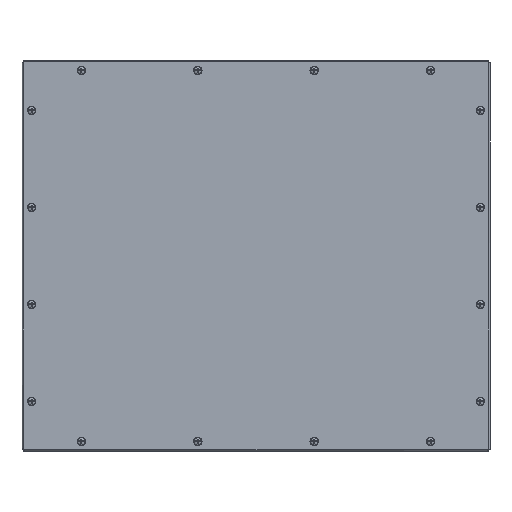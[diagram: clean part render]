
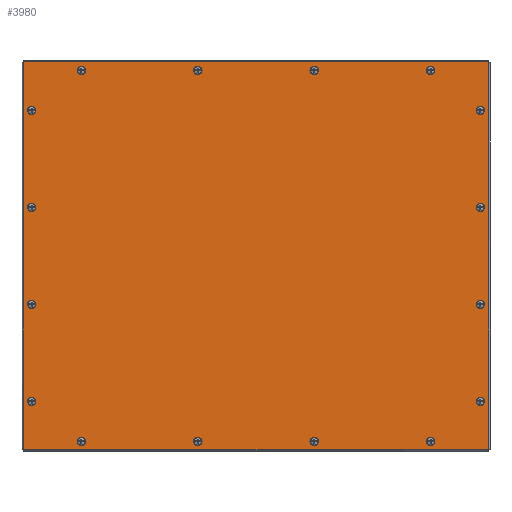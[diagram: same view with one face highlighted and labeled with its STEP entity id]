
A CAD part, top view. The second image highlights one B-rep face of the part: STEP entity #3980.
In plain terms, the highlighted planar face has unit normal (0, 0, 1).
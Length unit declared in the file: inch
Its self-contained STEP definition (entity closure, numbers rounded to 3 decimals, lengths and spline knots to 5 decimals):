
#388=PLANE('',#4281);
#643=LINE('',#6831,#907);
#649=LINE('',#6852,#913);
#653=LINE('',#6863,#917);
#654=LINE('',#6865,#918);
#907=VECTOR('',#5041,19.9375);
#913=VECTOR('',#5061,19.9375);
#917=VECTOR('',#5075,23.9375);
#918=VECTOR('',#5078,23.9375);
#1103=FACE_BOUND('',#1557,.T.);
#1104=FACE_BOUND('',#1558,.T.);
#1105=FACE_BOUND('',#1559,.T.);
#1106=FACE_BOUND('',#1560,.T.);
#1107=FACE_BOUND('',#1561,.T.);
#1108=FACE_BOUND('',#1562,.T.);
#1109=FACE_BOUND('',#1563,.T.);
#1110=FACE_BOUND('',#1564,.T.);
#1111=FACE_BOUND('',#1565,.T.);
#1112=FACE_BOUND('',#1566,.T.);
#1113=FACE_BOUND('',#1567,.T.);
#1114=FACE_BOUND('',#1568,.T.);
#1115=FACE_BOUND('',#1569,.T.);
#1116=FACE_BOUND('',#1570,.T.);
#1117=FACE_BOUND('',#1571,.T.);
#1118=FACE_BOUND('',#1572,.T.);
#1264=FACE_OUTER_BOUND('',#1556,.T.);
#1556=EDGE_LOOP('',(#3219,#3220,#3221,#3222,#3223,#3224,#3225,#3226));
#1557=EDGE_LOOP('',(#3227));
#1558=EDGE_LOOP('',(#3228));
#1559=EDGE_LOOP('',(#3229));
#1560=EDGE_LOOP('',(#3230));
#1561=EDGE_LOOP('',(#3231));
#1562=EDGE_LOOP('',(#3232));
#1563=EDGE_LOOP('',(#3233));
#1564=EDGE_LOOP('',(#3234));
#1565=EDGE_LOOP('',(#3235));
#1566=EDGE_LOOP('',(#3236));
#1567=EDGE_LOOP('',(#3237));
#1568=EDGE_LOOP('',(#3238));
#1569=EDGE_LOOP('',(#3239));
#1570=EDGE_LOOP('',(#3240));
#1571=EDGE_LOOP('',(#3241));
#1572=EDGE_LOOP('',(#3242));
#1740=CIRCLE('',#4218,0.14063);
#1742=CIRCLE('',#4221,0.14063);
#1744=CIRCLE('',#4224,0.14063);
#1746=CIRCLE('',#4227,0.14063);
#1748=CIRCLE('',#4230,0.14063);
#1750=CIRCLE('',#4233,0.14063);
#1752=CIRCLE('',#4236,0.14063);
#1754=CIRCLE('',#4239,0.14063);
#1756=CIRCLE('',#4242,0.14063);
#1758=CIRCLE('',#4245,0.14063);
#1760=CIRCLE('',#4248,0.14063);
#1762=CIRCLE('',#4251,0.14063);
#1764=CIRCLE('',#4254,0.14063);
#1766=CIRCLE('',#4257,0.14063);
#1768=CIRCLE('',#4260,0.14063);
#1770=CIRCLE('',#4263,0.14063);
#1771=CIRCLE('',#4265,0.03125);
#1776=CIRCLE('',#4273,0.03125);
#1777=CIRCLE('',#4276,0.03125);
#1778=CIRCLE('',#4278,0.03125);
#1998=VERTEX_POINT('',#6740);
#2000=VERTEX_POINT('',#6745);
#2002=VERTEX_POINT('',#6750);
#2004=VERTEX_POINT('',#6755);
#2006=VERTEX_POINT('',#6760);
#2008=VERTEX_POINT('',#6765);
#2010=VERTEX_POINT('',#6770);
#2012=VERTEX_POINT('',#6775);
#2014=VERTEX_POINT('',#6780);
#2016=VERTEX_POINT('',#6785);
#2018=VERTEX_POINT('',#6790);
#2020=VERTEX_POINT('',#6795);
#2022=VERTEX_POINT('',#6800);
#2024=VERTEX_POINT('',#6805);
#2026=VERTEX_POINT('',#6810);
#2028=VERTEX_POINT('',#6815);
#2029=VERTEX_POINT('',#6818);
#2030=VERTEX_POINT('',#6819);
#2034=VERTEX_POINT('',#6829);
#2040=VERTEX_POINT('',#6845);
#2041=VERTEX_POINT('',#6846);
#2042=VERTEX_POINT('',#6851);
#2043=VERTEX_POINT('',#6855);
#2044=VERTEX_POINT('',#6859);
#2414=EDGE_CURVE('',#1998,#1998,#1740,.T.);
#2416=EDGE_CURVE('',#2000,#2000,#1742,.T.);
#2418=EDGE_CURVE('',#2002,#2002,#1744,.T.);
#2420=EDGE_CURVE('',#2004,#2004,#1746,.T.);
#2422=EDGE_CURVE('',#2006,#2006,#1748,.T.);
#2424=EDGE_CURVE('',#2008,#2008,#1750,.T.);
#2426=EDGE_CURVE('',#2010,#2010,#1752,.T.);
#2428=EDGE_CURVE('',#2012,#2012,#1754,.T.);
#2430=EDGE_CURVE('',#2014,#2014,#1756,.T.);
#2432=EDGE_CURVE('',#2016,#2016,#1758,.T.);
#2434=EDGE_CURVE('',#2018,#2018,#1760,.T.);
#2436=EDGE_CURVE('',#2020,#2020,#1762,.T.);
#2438=EDGE_CURVE('',#2022,#2022,#1764,.T.);
#2440=EDGE_CURVE('',#2024,#2024,#1766,.T.);
#2442=EDGE_CURVE('',#2026,#2026,#1768,.T.);
#2444=EDGE_CURVE('',#2028,#2028,#1770,.T.);
#2445=EDGE_CURVE('',#2029,#2030,#1771,.T.);
#2451=EDGE_CURVE('',#2034,#2029,#643,.T.);
#2458=EDGE_CURVE('',#2040,#2041,#1776,.T.);
#2461=EDGE_CURVE('',#2041,#2042,#649,.T.);
#2463=EDGE_CURVE('',#2042,#2043,#1777,.T.);
#2465=EDGE_CURVE('',#2044,#2034,#1778,.T.);
#2467=EDGE_CURVE('',#2043,#2044,#653,.T.);
#2468=EDGE_CURVE('',#2030,#2040,#654,.T.);
#3219=ORIENTED_EDGE('',*,*,#2445,.F.);
#3220=ORIENTED_EDGE('',*,*,#2451,.F.);
#3221=ORIENTED_EDGE('',*,*,#2465,.F.);
#3222=ORIENTED_EDGE('',*,*,#2467,.F.);
#3223=ORIENTED_EDGE('',*,*,#2463,.F.);
#3224=ORIENTED_EDGE('',*,*,#2461,.F.);
#3225=ORIENTED_EDGE('',*,*,#2458,.F.);
#3226=ORIENTED_EDGE('',*,*,#2468,.F.);
#3227=ORIENTED_EDGE('',*,*,#2414,.T.);
#3228=ORIENTED_EDGE('',*,*,#2416,.T.);
#3229=ORIENTED_EDGE('',*,*,#2418,.T.);
#3230=ORIENTED_EDGE('',*,*,#2420,.T.);
#3231=ORIENTED_EDGE('',*,*,#2422,.T.);
#3232=ORIENTED_EDGE('',*,*,#2424,.T.);
#3233=ORIENTED_EDGE('',*,*,#2426,.T.);
#3234=ORIENTED_EDGE('',*,*,#2428,.T.);
#3235=ORIENTED_EDGE('',*,*,#2430,.T.);
#3236=ORIENTED_EDGE('',*,*,#2432,.T.);
#3237=ORIENTED_EDGE('',*,*,#2434,.T.);
#3238=ORIENTED_EDGE('',*,*,#2436,.T.);
#3239=ORIENTED_EDGE('',*,*,#2438,.T.);
#3240=ORIENTED_EDGE('',*,*,#2440,.T.);
#3241=ORIENTED_EDGE('',*,*,#2442,.T.);
#3242=ORIENTED_EDGE('',*,*,#2444,.T.);
#3980=ADVANCED_FACE('',(#1264,#1103,#1104,#1105,#1106,#1107,#1108,#1109,
#1110,#1111,#1112,#1113,#1114,#1115,#1116,#1117,#1118),#388,.T.);
#4218=AXIS2_PLACEMENT_3D('',#6741,#4937,#4938);
#4221=AXIS2_PLACEMENT_3D('',#6746,#4943,#4944);
#4224=AXIS2_PLACEMENT_3D('',#6751,#4949,#4950);
#4227=AXIS2_PLACEMENT_3D('',#6756,#4955,#4956);
#4230=AXIS2_PLACEMENT_3D('',#6761,#4961,#4962);
#4233=AXIS2_PLACEMENT_3D('',#6766,#4967,#4968);
#4236=AXIS2_PLACEMENT_3D('',#6771,#4973,#4974);
#4239=AXIS2_PLACEMENT_3D('',#6776,#4979,#4980);
#4242=AXIS2_PLACEMENT_3D('',#6781,#4985,#4986);
#4245=AXIS2_PLACEMENT_3D('',#6786,#4991,#4992);
#4248=AXIS2_PLACEMENT_3D('',#6791,#4997,#4998);
#4251=AXIS2_PLACEMENT_3D('',#6796,#5003,#5004);
#4254=AXIS2_PLACEMENT_3D('',#6801,#5009,#5010);
#4257=AXIS2_PLACEMENT_3D('',#6806,#5015,#5016);
#4260=AXIS2_PLACEMENT_3D('',#6811,#5021,#5022);
#4263=AXIS2_PLACEMENT_3D('',#6816,#5027,#5028);
#4265=AXIS2_PLACEMENT_3D('',#6820,#5031,#5032);
#4273=AXIS2_PLACEMENT_3D('',#6847,#5055,#5056);
#4276=AXIS2_PLACEMENT_3D('',#6856,#5065,#5066);
#4278=AXIS2_PLACEMENT_3D('',#6860,#5070,#5071);
#4281=AXIS2_PLACEMENT_3D('',#6866,#5079,#5080);
#4937=DIRECTION('center_axis',(0.,0.,-1.));
#4938=DIRECTION('ref_axis',(-1.,0.,0.));
#4943=DIRECTION('center_axis',(0.,0.,-1.));
#4944=DIRECTION('ref_axis',(-1.,0.,0.));
#4949=DIRECTION('center_axis',(0.,0.,-1.));
#4950=DIRECTION('ref_axis',(-1.,0.,0.));
#4955=DIRECTION('center_axis',(0.,0.,-1.));
#4956=DIRECTION('ref_axis',(-1.,0.,0.));
#4961=DIRECTION('center_axis',(0.,0.,-1.));
#4962=DIRECTION('ref_axis',(-1.,0.,0.));
#4967=DIRECTION('center_axis',(0.,0.,-1.));
#4968=DIRECTION('ref_axis',(-1.,0.,0.));
#4973=DIRECTION('center_axis',(0.,0.,-1.));
#4974=DIRECTION('ref_axis',(-1.,0.,0.));
#4979=DIRECTION('center_axis',(0.,0.,-1.));
#4980=DIRECTION('ref_axis',(-1.,0.,0.));
#4985=DIRECTION('center_axis',(0.,0.,-1.));
#4986=DIRECTION('ref_axis',(-1.,0.,0.));
#4991=DIRECTION('center_axis',(0.,0.,-1.));
#4992=DIRECTION('ref_axis',(-1.,0.,0.));
#4997=DIRECTION('center_axis',(0.,0.,-1.));
#4998=DIRECTION('ref_axis',(-1.,0.,0.));
#5003=DIRECTION('center_axis',(0.,0.,-1.));
#5004=DIRECTION('ref_axis',(-1.,0.,0.));
#5009=DIRECTION('center_axis',(0.,0.,-1.));
#5010=DIRECTION('ref_axis',(-1.,0.,0.));
#5015=DIRECTION('center_axis',(0.,0.,-1.));
#5016=DIRECTION('ref_axis',(-1.,0.,0.));
#5021=DIRECTION('center_axis',(0.,0.,-1.));
#5022=DIRECTION('ref_axis',(-1.,0.,0.));
#5027=DIRECTION('center_axis',(0.,0.,-1.));
#5028=DIRECTION('ref_axis',(-1.,0.,0.));
#5031=DIRECTION('center_axis',(0.,0.,-1.));
#5032=DIRECTION('ref_axis',(0.707,-0.707,0.));
#5041=DIRECTION('',(0.,-1.,0.));
#5055=DIRECTION('center_axis',(0.,0.,-1.));
#5056=DIRECTION('ref_axis',(-0.707,-0.707,0.));
#5061=DIRECTION('',(0.,1.,0.));
#5065=DIRECTION('center_axis',(0.,0.,-1.));
#5066=DIRECTION('ref_axis',(-0.707,0.707,0.));
#5070=DIRECTION('center_axis',(0.,0.,-1.));
#5071=DIRECTION('ref_axis',(0.707,0.707,0.));
#5075=DIRECTION('',(1.,0.,0.));
#5078=DIRECTION('',(-1.,0.,0.));
#5079=DIRECTION('center_axis',(0.,0.,1.));
#5080=DIRECTION('ref_axis',(1.,0.,0.));
#6740=CARTESIAN_POINT('',(-11.42188,-7.5,0.074));
#6741=CARTESIAN_POINT('Origin',(-11.5625,-7.5,0.074));
#6745=CARTESIAN_POINT('',(11.70313,-7.5,0.074));
#6746=CARTESIAN_POINT('Origin',(11.5625,-7.5,0.074));
#6750=CARTESIAN_POINT('',(-11.42188,-2.5,0.074));
#6751=CARTESIAN_POINT('Origin',(-11.5625,-2.5,0.074));
#6755=CARTESIAN_POINT('',(11.70313,-2.5,0.074));
#6756=CARTESIAN_POINT('Origin',(11.5625,-2.5,0.074));
#6760=CARTESIAN_POINT('',(-11.42188,2.5,0.074));
#6761=CARTESIAN_POINT('Origin',(-11.5625,2.5,0.074));
#6765=CARTESIAN_POINT('',(11.70313,2.5,0.074));
#6766=CARTESIAN_POINT('Origin',(11.5625,2.5,0.074));
#6770=CARTESIAN_POINT('',(9.14063,9.5625,0.074));
#6771=CARTESIAN_POINT('Origin',(9.,9.5625,0.074));
#6775=CARTESIAN_POINT('',(9.14063,-9.5625,0.074));
#6776=CARTESIAN_POINT('Origin',(9.,-9.5625,0.074));
#6780=CARTESIAN_POINT('',(3.14063,9.5625,0.074));
#6781=CARTESIAN_POINT('Origin',(3.,9.5625,0.074));
#6785=CARTESIAN_POINT('',(3.14063,-9.5625,0.074));
#6786=CARTESIAN_POINT('Origin',(3.,-9.5625,0.074));
#6790=CARTESIAN_POINT('',(-2.85938,9.5625,0.074));
#6791=CARTESIAN_POINT('Origin',(-3.,9.5625,0.074));
#6795=CARTESIAN_POINT('',(-2.85938,-9.5625,0.074));
#6796=CARTESIAN_POINT('Origin',(-3.,-9.5625,0.074));
#6800=CARTESIAN_POINT('',(-11.42188,7.5,0.074));
#6801=CARTESIAN_POINT('Origin',(-11.5625,7.5,0.074));
#6805=CARTESIAN_POINT('',(11.70313,7.5,0.074));
#6806=CARTESIAN_POINT('Origin',(11.5625,7.5,0.074));
#6810=CARTESIAN_POINT('',(-8.85938,9.5625,0.074));
#6811=CARTESIAN_POINT('Origin',(-9.,9.5625,0.074));
#6815=CARTESIAN_POINT('',(-8.85937,-9.5625,0.074));
#6816=CARTESIAN_POINT('Origin',(-9.,-9.5625,0.074));
#6818=CARTESIAN_POINT('',(12.,-9.96875,0.074));
#6819=CARTESIAN_POINT('',(11.96875,-10.,0.074));
#6820=CARTESIAN_POINT('Origin',(11.96875,-9.96875,0.074));
#6829=CARTESIAN_POINT('',(12.,9.96875,0.074));
#6831=CARTESIAN_POINT('',(12.,10.,0.074));
#6845=CARTESIAN_POINT('',(-11.96875,-10.,0.074));
#6846=CARTESIAN_POINT('',(-12.,-9.96875,0.074));
#6847=CARTESIAN_POINT('Origin',(-11.96875,-9.96875,0.074));
#6851=CARTESIAN_POINT('',(-12.,9.96875,0.074));
#6852=CARTESIAN_POINT('',(-12.,-10.,0.074));
#6855=CARTESIAN_POINT('',(-11.96875,10.,0.074));
#6856=CARTESIAN_POINT('Origin',(-11.96875,9.96875,0.074));
#6859=CARTESIAN_POINT('',(11.96875,10.,0.074));
#6860=CARTESIAN_POINT('Origin',(11.96875,9.96875,0.074));
#6863=CARTESIAN_POINT('',(-12.,10.,0.074));
#6865=CARTESIAN_POINT('',(12.,-10.,0.074));
#6866=CARTESIAN_POINT('Origin',(0.,0.,
0.074));
